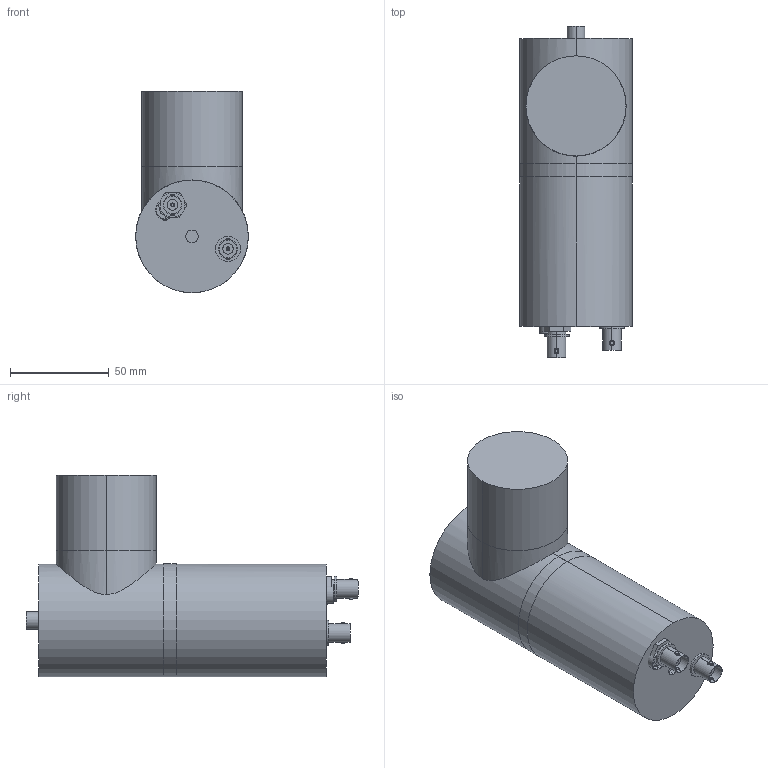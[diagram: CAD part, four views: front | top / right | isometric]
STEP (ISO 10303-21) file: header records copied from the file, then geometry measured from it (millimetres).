
FILE_DESCRIPTION(('STEP AP214'),'1');
FILE_NAME('scintillator_housing.stp','2015-03-25T20:09:54',('Simon Woodruff'),('Woodruff Scientific Inc'),'Spatial InterOp 3D',' ',' ');
FILE_SCHEMA(('automotive_design'));
Length unit declared in the file: inch
Products named in the file (9): Part_520; Part_1688; Part_69914; Part_69915; Part_69916; Instance_7989; Instance_8023; Part_84; Part_9244
Bounding box: 57.28 x 168.42 x 102.3 mm (x, y, z)
Volume: 91219.2 mm3; surface area: 93590.3 mm2
Topology: 9 solids, 10 shells, 283 faces, 648 edges, 422 vertices
Faces by surface type: cylinder 128, plane 95, cone 54, torus 6
Entity records: 10878 total; most frequent: CARTESIAN_POINT 1912, DIRECTION 1424, ORIENTED_EDGE 1296, EDGE_CURVE 648, AXIS2_PLACEMENT_3D 596, VERTEX_POINT 422, EDGE_LOOP 328, CIRCLE 304
